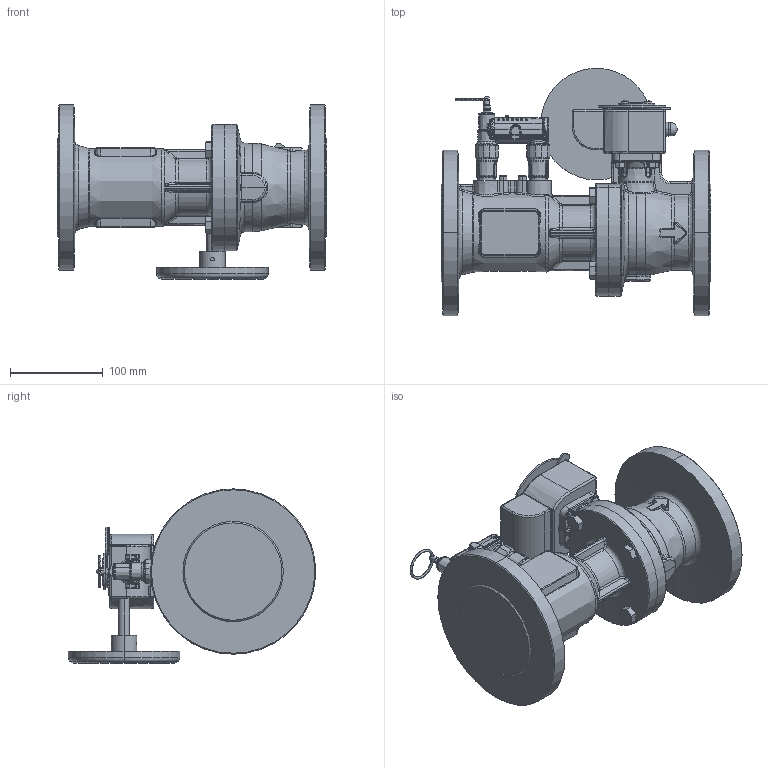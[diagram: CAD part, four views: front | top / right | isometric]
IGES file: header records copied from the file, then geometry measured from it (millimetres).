
Start section:  PTC IGES file: 132060A (IGS).igs
Global section: file name: 132060A (IGS).igs; native system: Creo Parametric by PTC Inc.; preprocessor: 2016050; author: sparenzan; organization: Unknown; date: 20170302.163739; units: inch
Bounding box: 290 x 266.27 x 187.4 mm (x, y, z)
Surface area: 363706.8 mm2 (no closed solid volume)
Topology: 0 solids, 0 shells, 2181 faces, 11074 edges, 10985 vertices
Faces by surface type: bspline 1104, revolution 1035, extrusion 42
